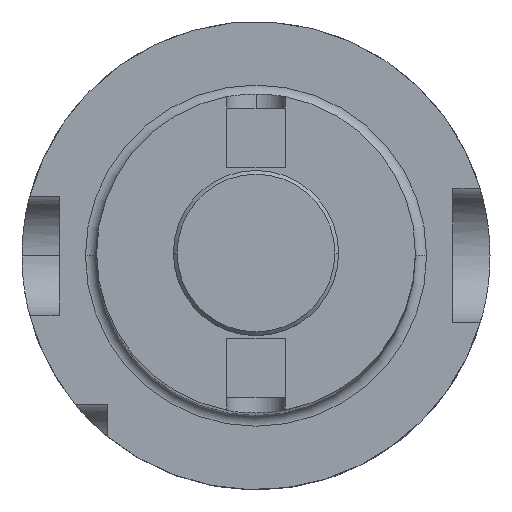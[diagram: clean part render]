
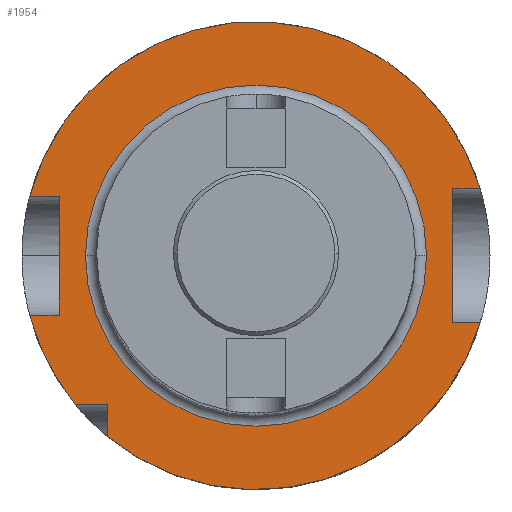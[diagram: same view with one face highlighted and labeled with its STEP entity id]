
A CAD part, top view. The second image highlights one B-rep face of the part: STEP entity #1954.
In plain terms, the highlighted planar face has unit normal (0, 0, 1).
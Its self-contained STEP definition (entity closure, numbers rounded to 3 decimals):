
#25 = VECTOR ( 'NONE', #3401, 1000. ) ;
#98 = CARTESIAN_POINT ( 'NONE',  ( 0., 0., 26. ) ) ;
#111 = CARTESIAN_POINT ( 'NONE',  ( 30.187, 9., 26. ) ) ;
#130 = DIRECTION ( 'NONE',  ( -1., 0., 0. ) ) ;
#132 = DIRECTION ( 'NONE',  ( 0., 0., -1. ) ) ;
#153 = EDGE_LOOP ( 'NONE', ( #3579, #3162 ) ) ;
#179 = ORIENTED_EDGE ( 'NONE', *, *, #2388, .F. ) ;
#243 = PLANE ( 'NONE',  #272 ) ;
#272 = AXIS2_PLACEMENT_3D ( 'NONE', #3580, #1933, #4255 ) ;
#302 = CARTESIAN_POINT ( 'NONE',  ( 0., -20., 26. ) ) ;
#308 = ORIENTED_EDGE ( 'NONE', *, *, #2152, .F. ) ;
#352 = DIRECTION ( 'NONE',  ( 0., 0., -1. ) ) ;
#361 = VERTEX_POINT ( 'NONE', #2376 ) ;
#383 = VECTOR ( 'NONE', #4029, 1000. ) ;
#385 = DIRECTION ( 'NONE',  ( 0., 1., 0. ) ) ;
#416 = DIRECTION ( 'NONE',  ( -1., 0., 0. ) ) ;
#433 = CARTESIAN_POINT ( 'NONE',  ( -20., -20., 26. ) ) ;
#436 = CARTESIAN_POINT ( 'NONE',  ( -20., 21.463, 26. ) ) ;
#457 = CARTESIAN_POINT ( 'NONE',  ( -26.5, 21.463, 26. ) ) ;
#828 = EDGE_CURVE ( 'NONE', #3872, #1490, #3556, .T. ) ;
#879 = CARTESIAN_POINT ( 'NONE',  ( 0., 9., 26. ) ) ;
#1063 = VERTEX_POINT ( 'NONE', #2011 ) ;
#1143 = DIRECTION ( 'NONE',  ( 0., 0., -1. ) ) ;
#1186 = LINE ( 'NONE', #3028, #383 ) ;
#1253 = VERTEX_POINT ( 'NONE', #1379 ) ;
#1333 = ORIENTED_EDGE ( 'NONE', *, *, #1345, .T. ) ;
#1345 = EDGE_CURVE ( 'NONE', #1969, #3843, #3434, .T. ) ;
#1358 = VERTEX_POINT ( 'NONE', #3733 ) ;
#1379 = CARTESIAN_POINT ( 'NONE',  ( -24.336, -20., 26. ) ) ;
#1416 = EDGE_CURVE ( 'NONE', #1358, #3076, #3307, .T. ) ;
#1442 = CARTESIAN_POINT ( 'NONE',  ( -26.5, 8., 26. ) ) ;
#1475 = VECTOR ( 'NONE', #2095, 1000. ) ;
#1490 = VERTEX_POINT ( 'NONE', #2802 ) ;
#1501 = VECTOR ( 'NONE', #385, 1000. ) ;
#1583 = VECTOR ( 'NONE', #2117, 1000. ) ;
#1620 = EDGE_LOOP ( 'NONE', ( #1936, #2372, #3157, #2584, #3480, #1333, #308, #2039, #3088, #179, #2829 ) ) ;
#1768 = CARTESIAN_POINT ( 'NONE',  ( 0., 8., 26. ) ) ;
#1787 = VERTEX_POINT ( 'NONE', #4227 ) ;
#1933 = DIRECTION ( 'NONE',  ( 0., 0., 1. ) ) ;
#1936 = ORIENTED_EDGE ( 'NONE', *, *, #2383, .F. ) ;
#1954 = ADVANCED_FACE ( 'NONE', ( #4219, #3430 ), #243, .T. ) ;
#1969 = VERTEX_POINT ( 'NONE', #3916 ) ;
#2011 = CARTESIAN_POINT ( 'NONE',  ( 26.5, -9., 26. ) ) ;
#2013 = CARTESIAN_POINT ( 'NONE',  ( -26.5, -8., 26. ) ) ;
#2039 = ORIENTED_EDGE ( 'NONE', *, *, #828, .F. ) ;
#2050 = AXIS2_PLACEMENT_3D ( 'NONE', #2110, #132, #2434 ) ;
#2095 = DIRECTION ( 'NONE',  ( 0., 1., 0. ) ) ;
#2108 = EDGE_CURVE ( 'NONE', #1063, #1969, #2474, .T. ) ;
#2109 = DIRECTION ( 'NONE',  ( 0., 0., -1. ) ) ;
#2110 = CARTESIAN_POINT ( 'NONE',  ( 0., 0., 26. ) ) ;
#2113 = CIRCLE ( 'NONE', #2648, 22.963 ) ;
#2117 = DIRECTION ( 'NONE',  ( 0., 1., 0. ) ) ;
#2152 = EDGE_CURVE ( 'NONE', #1490, #3843, #3914, .T. ) ;
#2234 = EDGE_CURVE ( 'NONE', #1253, #4069, #2364, .T. ) ;
#2249 = VERTEX_POINT ( 'NONE', #4117 ) ;
#2343 = CARTESIAN_POINT ( 'NONE',  ( 0., 0., 26. ) ) ;
#2356 = LINE ( 'NONE', #457, #1583 ) ;
#2364 = CIRCLE ( 'NONE', #3868, 31.5 ) ;
#2372 = ORIENTED_EDGE ( 'NONE', *, *, #1416, .F. ) ;
#2376 = CARTESIAN_POINT ( 'NONE',  ( 22.963, 0., 26. ) ) ;
#2383 = EDGE_CURVE ( 'NONE', #3076, #1253, #4199, .T. ) ;
#2388 = EDGE_CURVE ( 'NONE', #4069, #2522, #2417, .T. ) ;
#2405 = DIRECTION ( 'NONE',  ( 0., 0., -1. ) ) ;
#2417 = LINE ( 'NONE', #2615, #4092 ) ;
#2434 = DIRECTION ( 'NONE',  ( -1., 0., 0. ) ) ;
#2467 = EDGE_CURVE ( 'NONE', #2249, #361, #2113, .T. ) ;
#2474 = LINE ( 'NONE', #2706, #1501 ) ;
#2517 = CARTESIAN_POINT ( 'NONE',  ( -30.467, -8., 26. ) ) ;
#2522 = VERTEX_POINT ( 'NONE', #2013 ) ;
#2528 = DIRECTION ( 'NONE',  ( 1., 0., 0. ) ) ;
#2584 = ORIENTED_EDGE ( 'NONE', *, *, #2794, .T. ) ;
#2615 = CARTESIAN_POINT ( 'NONE',  ( 0., -8., 26. ) ) ;
#2632 = DIRECTION ( 'NONE',  ( -1., 0., 0. ) ) ;
#2648 = AXIS2_PLACEMENT_3D ( 'NONE', #2343, #352, #2680 ) ;
#2680 = DIRECTION ( 'NONE',  ( 1., 0., 0. ) ) ;
#2683 = EDGE_CURVE ( 'NONE', #2522, #3872, #2356, .T. ) ;
#2706 = CARTESIAN_POINT ( 'NONE',  ( 26.5, 21.463, 26. ) ) ;
#2794 = EDGE_CURVE ( 'NONE', #1787, #1063, #1186, .T. ) ;
#2802 = CARTESIAN_POINT ( 'NONE',  ( -30.467, 8., 26. ) ) ;
#2811 = CIRCLE ( 'NONE', #2916, 22.963 ) ;
#2829 = ORIENTED_EDGE ( 'NONE', *, *, #2234, .F. ) ;
#2891 = CIRCLE ( 'NONE', #2050, 31.5 ) ;
#2916 = AXIS2_PLACEMENT_3D ( 'NONE', #3114, #1143, #3449 ) ;
#2959 = DIRECTION ( 'NONE',  ( 1., 0., 0. ) ) ;
#3028 = CARTESIAN_POINT ( 'NONE',  ( 0., -9., 26. ) ) ;
#3076 = VERTEX_POINT ( 'NONE', #433 ) ;
#3088 = ORIENTED_EDGE ( 'NONE', *, *, #2683, .F. ) ;
#3109 = EDGE_CURVE ( 'NONE', #1787, #1358, #2891, .T. ) ;
#3114 = CARTESIAN_POINT ( 'NONE',  ( 0., 0., 26. ) ) ;
#3142 = EDGE_CURVE ( 'NONE', #361, #2249, #2811, .T. ) ;
#3157 = ORIENTED_EDGE ( 'NONE', *, *, #3109, .F. ) ;
#3162 = ORIENTED_EDGE ( 'NONE', *, *, #2467, .T. ) ;
#3278 = VECTOR ( 'NONE', #2632, 1000. ) ;
#3307 = LINE ( 'NONE', #436, #1475 ) ;
#3401 = DIRECTION ( 'NONE',  ( -1., 0., 0. ) ) ;
#3410 = AXIS2_PLACEMENT_3D ( 'NONE', #98, #2405, #416 ) ;
#3430 = FACE_OUTER_BOUND ( 'NONE', #1620, .T. ) ;
#3434 = LINE ( 'NONE', #879, #4221 ) ;
#3449 = DIRECTION ( 'NONE',  ( 1., 0., 0. ) ) ;
#3480 = ORIENTED_EDGE ( 'NONE', *, *, #2108, .T. ) ;
#3556 = LINE ( 'NONE', #1768, #25 ) ;
#3579 = ORIENTED_EDGE ( 'NONE', *, *, #3142, .T. ) ;
#3580 = CARTESIAN_POINT ( 'NONE',  ( 0., 21.463, 26. ) ) ;
#3733 = CARTESIAN_POINT ( 'NONE',  ( -20., -24.336, 26. ) ) ;
#3843 = VERTEX_POINT ( 'NONE', #111 ) ;
#3868 = AXIS2_PLACEMENT_3D ( 'NONE', #4104, #2109, #130 ) ;
#3872 = VERTEX_POINT ( 'NONE', #1442 ) ;
#3914 = CIRCLE ( 'NONE', #3410, 31.5 ) ;
#3916 = CARTESIAN_POINT ( 'NONE',  ( 26.5, 9., 26. ) ) ;
#4029 = DIRECTION ( 'NONE',  ( -1., 0., 0. ) ) ;
#4069 = VERTEX_POINT ( 'NONE', #2517 ) ;
#4092 = VECTOR ( 'NONE', #2959, 1000. ) ;
#4104 = CARTESIAN_POINT ( 'NONE',  ( 0., 0., 26. ) ) ;
#4117 = CARTESIAN_POINT ( 'NONE',  ( -22.963, 0., 26. ) ) ;
#4199 = LINE ( 'NONE', #302, #3278 ) ;
#4219 = FACE_BOUND ( 'NONE', #153, .T. ) ;
#4221 = VECTOR ( 'NONE', #2528, 1000. ) ;
#4227 = CARTESIAN_POINT ( 'NONE',  ( 30.187, -9., 26. ) ) ;
#4255 = DIRECTION ( 'NONE',  ( 1., 0., 0. ) ) ;
